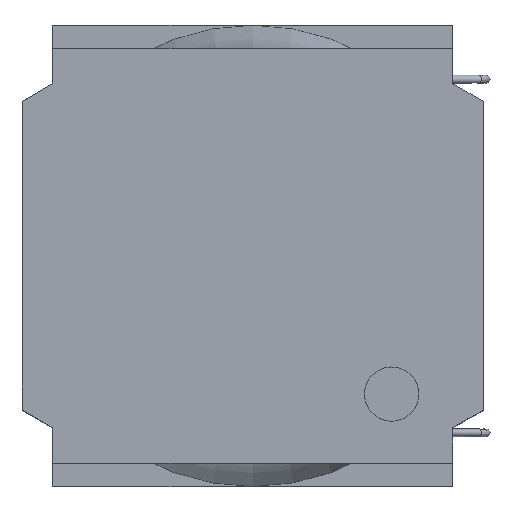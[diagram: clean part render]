
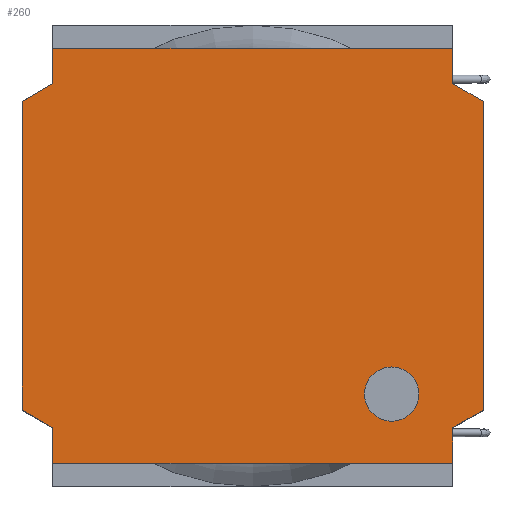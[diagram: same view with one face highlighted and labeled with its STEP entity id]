
A CAD part, top view. The second image highlights one B-rep face of the part: STEP entity #260.
In plain terms, the highlighted planar face has unit normal (0, 0, 1).
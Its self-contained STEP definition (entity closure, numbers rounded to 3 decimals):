
#260 = ADVANCED_FACE( '', ( #482, #483 ), #484, .F. );
#482 = FACE_BOUND( '', #701, .T. );
#483 = FACE_OUTER_BOUND( '', #702, .T. );
#484 = PLANE( '', #703 );
#701 = EDGE_LOOP( '', ( #1124 ) );
#702 = EDGE_LOOP( '', ( #1125, #1126, #1127, #1128, #1129, #1130, #1131, #1132, #1133, #1134, #1135, #1136 ) );
#703 = AXIS2_PLACEMENT_3D( '', #1137, #1138, #1139 );
#1124 = ORIENTED_EDGE( '', *, *, #1378, .F. );
#1125 = ORIENTED_EDGE( '', *, *, #1487, .F. );
#1126 = ORIENTED_EDGE( '', *, *, #1488, .F. );
#1127 = ORIENTED_EDGE( '', *, *, #1489, .F. );
#1128 = ORIENTED_EDGE( '', *, *, #1490, .F. );
#1129 = ORIENTED_EDGE( '', *, *, #1491, .F. );
#1130 = ORIENTED_EDGE( '', *, *, #1492, .F. );
#1131 = ORIENTED_EDGE( '', *, *, #1447, .F. );
#1132 = ORIENTED_EDGE( '', *, *, #1429, .F. );
#1133 = ORIENTED_EDGE( '', *, *, #1493, .F. );
#1134 = ORIENTED_EDGE( '', *, *, #1434, .F. );
#1135 = ORIENTED_EDGE( '', *, *, #1494, .F. );
#1136 = ORIENTED_EDGE( '', *, *, #1393, .F. );
#1137 = CARTESIAN_POINT( '', ( 0., 0., 0.6 ) );
#1138 = DIRECTION( '', ( 0., 0., -1. ) );
#1139 = DIRECTION( '', ( -1., 0., 0. ) );
#1378 = EDGE_CURVE( '', #1580, #1580, #1581, .T. );
#1393 = EDGE_CURVE( '', #1605, #1607, #1608, .T. );
#1429 = EDGE_CURVE( '', #1662, #1664, #1665, .T. );
#1434 = EDGE_CURVE( '', #1671, #1673, #1674, .T. );
#1447 = EDGE_CURVE( '', #1664, #1693, #1694, .T. );
#1487 = EDGE_CURVE( '', #1753, #1605, #1754, .T. );
#1488 = EDGE_CURVE( '', #1755, #1753, #1756, .T. );
#1489 = EDGE_CURVE( '', #1757, #1755, #1758, .T. );
#1490 = EDGE_CURVE( '', #1759, #1757, #1760, .T. );
#1491 = EDGE_CURVE( '', #1761, #1759, #1762, .T. );
#1492 = EDGE_CURVE( '', #1693, #1761, #1763, .T. );
#1493 = EDGE_CURVE( '', #1673, #1662, #1764, .T. );
#1494 = EDGE_CURVE( '', #1607, #1671, #1765, .T. );
#1580 = VERTEX_POINT( '', #1867 );
#1581 = CIRCLE( '', #1868, 0.177 );
#1605 = VERTEX_POINT( '', #1898 );
#1607 = VERTEX_POINT( '', #1901 );
#1608 = LINE( '', #1902, #1903 );
#1662 = VERTEX_POINT( '', #1970 );
#1664 = VERTEX_POINT( '', #1973 );
#1665 = LINE( '', #1974, #1975 );
#1671 = VERTEX_POINT( '', #1983 );
#1673 = VERTEX_POINT( '', #1986 );
#1674 = LINE( '', #1987, #1988 );
#1693 = VERTEX_POINT( '', #2037 );
#1694 = LINE( '', #2038, #2039 );
#1753 = VERTEX_POINT( '', #2142 );
#1754 = LINE( '', #2143, #2144 );
#1755 = VERTEX_POINT( '', #2145 );
#1756 = LINE( '', #2146, #2147 );
#1757 = VERTEX_POINT( '', #2148 );
#1758 = LINE( '', #2149, #2150 );
#1759 = VERTEX_POINT( '', #2151 );
#1760 = LINE( '', #2152, #2153 );
#1761 = VERTEX_POINT( '', #2154 );
#1762 = LINE( '', #2155, #2156 );
#1763 = LINE( '', #2157, #2158 );
#1764 = LINE( '', #2159, #2160 );
#1765 = LINE( '', #2161, #2162 );
#1867 = CARTESIAN_POINT( '', ( 0.903, -0.723, 0.6 ) );
#1868 = AXIS2_PLACEMENT_3D( '', #2259, #2260, #2261 );
#1898 = CARTESIAN_POINT( '', ( -1.3, -1.35, 0.6 ) );
#1901 = CARTESIAN_POINT( '', ( -1.3, -1.119, 0.6 ) );
#1902 = CARTESIAN_POINT( '', ( -1.3, -1.35, 0.6 ) );
#1903 = VECTOR( '', #2281, 1000. );
#1970 = CARTESIAN_POINT( '', ( -1.3, 1.119, 0.6 ) );
#1973 = CARTESIAN_POINT( '', ( -1.3, 1.35, 0.6 ) );
#1974 = CARTESIAN_POINT( '', ( -1.3, 1.35, 0.6 ) );
#1975 = VECTOR( '', #2329, 1000. );
#1983 = CARTESIAN_POINT( '', ( -1.5, -1.004, 0.6 ) );
#1986 = CARTESIAN_POINT( '', ( -1.5, 1.004, 0.6 ) );
#1987 = CARTESIAN_POINT( '', ( -1.5, 1.004, 0.6 ) );
#1988 = VECTOR( '', #2333, 1000. );
#2037 = CARTESIAN_POINT( '', ( 1.3, 1.35, 0.6 ) );
#2038 = CARTESIAN_POINT( '', ( 1.3, 1.35, 0.6 ) );
#2039 = VECTOR( '', #2345, 1000. );
#2142 = CARTESIAN_POINT( '', ( 1.3, -1.35, 0.6 ) );
#2143 = CARTESIAN_POINT( '', ( -1.3, -1.35, 0.6 ) );
#2144 = VECTOR( '', #2389, 1000. );
#2145 = CARTESIAN_POINT( '', ( 1.3, -1.119, 0.6 ) );
#2146 = CARTESIAN_POINT( '', ( 1.3, -1.35, 0.6 ) );
#2147 = VECTOR( '', #2390, 1000. );
#2148 = CARTESIAN_POINT( '', ( 1.5, -1.004, 0.6 ) );
#2149 = CARTESIAN_POINT( '', ( 1.3, -1.119, 0.6 ) );
#2150 = VECTOR( '', #2391, 1000. );
#2151 = CARTESIAN_POINT( '', ( 1.5, 1.004, 0.6 ) );
#2152 = CARTESIAN_POINT( '', ( 1.5, -1.004, 0.6 ) );
#2153 = VECTOR( '', #2392, 1000. );
#2154 = CARTESIAN_POINT( '', ( 1.3, 1.119, 0.6 ) );
#2155 = CARTESIAN_POINT( '', ( 1.3, 1.119, 0.6 ) );
#2156 = VECTOR( '', #2393, 1000. );
#2157 = CARTESIAN_POINT( '', ( 1.3, 1.35, 0.6 ) );
#2158 = VECTOR( '', #2394, 1000. );
#2159 = CARTESIAN_POINT( '', ( -1.3, 1.119, 0.6 ) );
#2160 = VECTOR( '', #2395, 1000. );
#2161 = CARTESIAN_POINT( '', ( -1.3, -1.119, 0.6 ) );
#2162 = VECTOR( '', #2396, 1000. );
#2259 = CARTESIAN_POINT( '', ( 0.903, -0.9, 0.6 ) );
#2260 = DIRECTION( '', ( 0., 0., 1. ) );
#2261 = DIRECTION( '', ( 0., 1., 0. ) );
#2281 = DIRECTION( '', ( 0., 1., 0. ) );
#2329 = DIRECTION( '', ( 0., 1., 0. ) );
#2333 = DIRECTION( '', ( 0., 1., 0. ) );
#2345 = DIRECTION( '', ( 1., 0., 0. ) );
#2389 = DIRECTION( '', ( -1., 0., 0. ) );
#2390 = DIRECTION( '', ( 0., -1., 0. ) );
#2391 = DIRECTION( '', ( -0.866, -0.5, 0. ) );
#2392 = DIRECTION( '', ( 0., -1., 0. ) );
#2393 = DIRECTION( '', ( 0.866, -0.5, 0. ) );
#2394 = DIRECTION( '', ( 0., -1., 0. ) );
#2395 = DIRECTION( '', ( 0.866, 0.5, 0. ) );
#2396 = DIRECTION( '', ( -0.866, 0.5, 0. ) );
